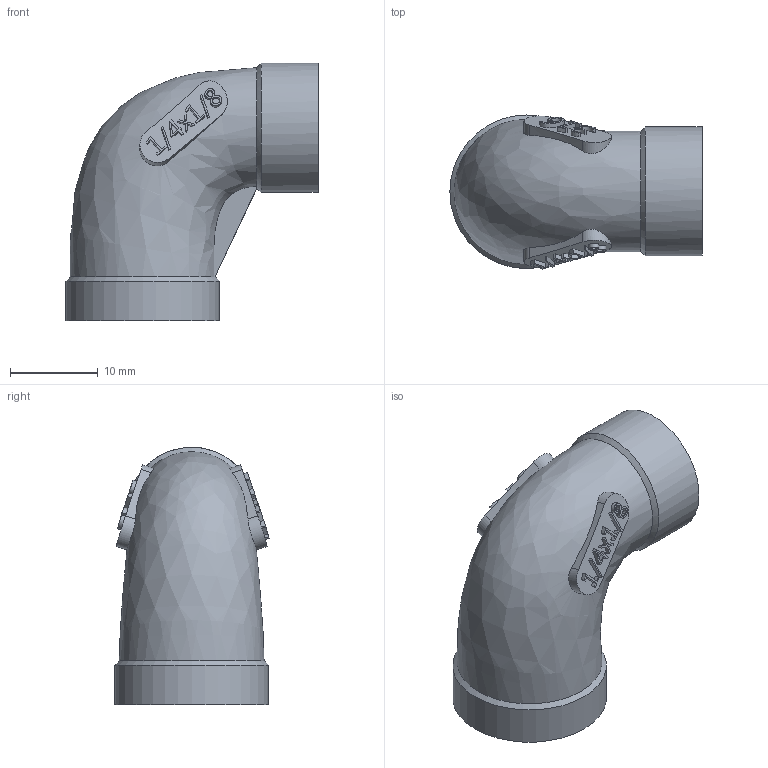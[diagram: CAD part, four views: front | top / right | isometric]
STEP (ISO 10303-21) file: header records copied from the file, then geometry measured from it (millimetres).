
FILE_DESCRIPTION(/* description */ ('Unknown'),/* implementation_level */ '2;1');
FILE_NAME(/* name */ 'R304-1_4x1_8',/* time_stamp */ '2021-10-14T16:01:27+08:00',/* author */ ('Unknown'),/* organization */ ('Unknown'),/* preprocessor_version */ 'ST-DEVELOPER v16.7',/* originating_system */ 'DEX',/* authorisation */ $);
FILE_SCHEMA (('AUTOMOTIVE_DESIGN {1 0 10303 214 3 1 1}'));
Length unit declared in the file: millimetre
Products named in the file (1): R304-1_4x1_8
Bounding box: 28.76 x 17.6 x 29.36 mm (x, y, z)
Volume: 4311.3 mm3; surface area: 3551.8 mm2
Topology: 1 solids, 1 shells, 151 faces, 402 edges, 268 vertices
Faces by surface type: plane 99, bspline 47, cylinder 3, cone 2
Full cylindrical faces by diameter (mm): 14.72 x1, 17.52 x1
Entity records: 7976 total; most frequent: CARTESIAN_POINT 4868, ORIENTED_EDGE 690, DIRECTION 494, EDGE_CURVE 345, LINE 254, VECTOR 254, VERTEX_POINT 232, EDGE_LOOP 161
